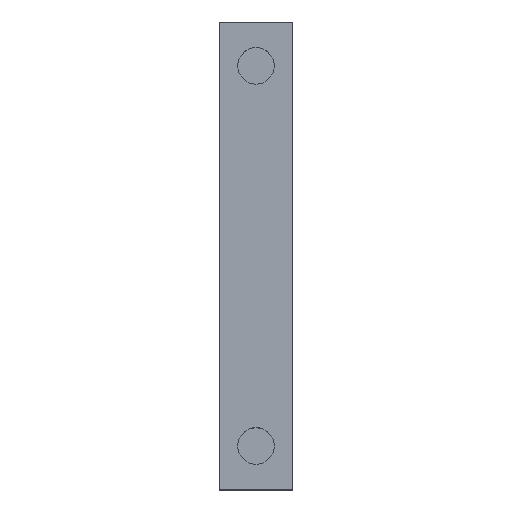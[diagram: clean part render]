
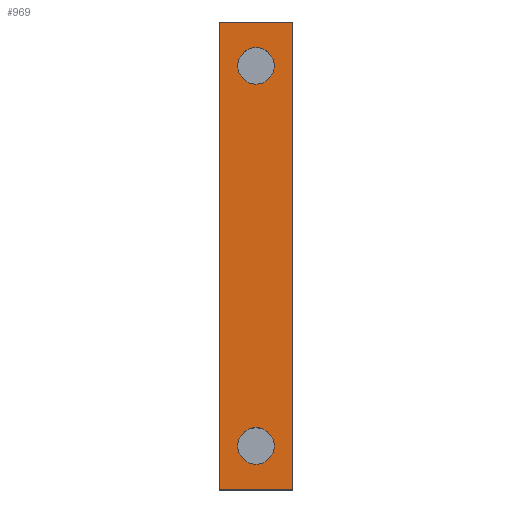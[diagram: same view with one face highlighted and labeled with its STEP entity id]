
A CAD part, top view. The second image highlights one B-rep face of the part: STEP entity #969.
In plain terms, the highlighted planar face has unit normal (0, 0, 1).
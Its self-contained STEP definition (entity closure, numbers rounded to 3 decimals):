
#15 = EDGE_CURVE ( 'NONE', #875, #229, #388, .T. ) ;
#55 = EDGE_LOOP ( 'NONE', ( #807, #326 ) ) ;
#60 = EDGE_CURVE ( 'NONE', #1027, #791, #564, .T. ) ;
#71 = ORIENTED_EDGE ( 'NONE', *, *, #60, .F. ) ;
#85 = DIRECTION ( 'NONE',  ( 1., 0., 0. ) ) ;
#133 = CARTESIAN_POINT ( 'NONE',  ( -2.5, 16.3, 8.3 ) ) ;
#161 = CARTESIAN_POINT ( 'NONE',  ( -5., 19.3, 8.3 ) ) ;
#225 = CARTESIAN_POINT ( 'NONE',  ( -2.5, -9.7, 8.3 ) ) ;
#228 = EDGE_CURVE ( 'NONE', #307, #943, #297, .T. ) ;
#229 = VERTEX_POINT ( 'NONE', #978 ) ;
#235 = DIRECTION ( 'NONE',  ( 0., 0., 1. ) ) ;
#242 = CIRCLE ( 'NONE', #926, 1.25 ) ;
#246 = AXIS2_PLACEMENT_3D ( 'NONE', #225, #235, #1450 ) ;
#248 = DIRECTION ( 'NONE',  ( 0., 0., 1. ) ) ;
#275 = EDGE_CURVE ( 'NONE', #791, #943, #447, .T. ) ;
#283 = VERTEX_POINT ( 'NONE', #1116 ) ;
#284 = CARTESIAN_POINT ( 'NONE',  ( -5., -12.7, 8.3 ) ) ;
#297 = LINE ( 'NONE', #1326, #955 ) ;
#307 = VERTEX_POINT ( 'NONE', #1109 ) ;
#326 = ORIENTED_EDGE ( 'NONE', *, *, #15, .F. ) ;
#332 = ORIENTED_EDGE ( 'NONE', *, *, #228, .T. ) ;
#338 = VECTOR ( 'NONE', #442, 1000. ) ;
#363 = DIRECTION ( 'NONE',  ( 1., 0., 0. ) ) ;
#388 = CIRCLE ( 'NONE', #246, 1.25 ) ;
#391 = DIRECTION ( 'NONE',  ( 1., 0., 0. ) ) ;
#396 = FACE_OUTER_BOUND ( 'NONE', #535, .T. ) ;
#415 = CARTESIAN_POINT ( 'NONE',  ( 0., -12.7, 8.3 ) ) ;
#427 = DIRECTION ( 'NONE',  ( 0., 0., 1. ) ) ;
#442 = DIRECTION ( 'NONE',  ( 0., -1., 0. ) ) ;
#447 = LINE ( 'NONE', #1359, #338 ) ;
#477 = CARTESIAN_POINT ( 'NONE',  ( -3.75, 16.3, 8.3 ) ) ;
#535 = EDGE_LOOP ( 'NONE', ( #1061, #71, #823, #332 ) ) ;
#564 = LINE ( 'NONE', #780, #1310 ) ;
#573 = EDGE_LOOP ( 'NONE', ( #704, #1290 ) ) ;
#639 = FACE_BOUND ( 'NONE', #573, .T. ) ;
#690 = AXIS2_PLACEMENT_3D ( 'NONE', #284, #1181, #391 ) ;
#702 = CIRCLE ( 'NONE', #916, 1.25 ) ;
#704 = ORIENTED_EDGE ( 'NONE', *, *, #1441, .F. ) ;
#749 = CIRCLE ( 'NONE', #1058, 1.25 ) ;
#753 = LINE ( 'NONE', #959, #1188 ) ;
#775 = DIRECTION ( 'NONE',  ( 0., 0., 1. ) ) ;
#780 = CARTESIAN_POINT ( 'NONE',  ( -5., 19.3, 8.3 ) ) ;
#791 = VERTEX_POINT ( 'NONE', #1125 ) ;
#807 = ORIENTED_EDGE ( 'NONE', *, *, #1123, .F. ) ;
#823 = ORIENTED_EDGE ( 'NONE', *, *, #1015, .T. ) ;
#827 = CARTESIAN_POINT ( 'NONE',  ( -3.75, -9.7, 8.3 ) ) ;
#838 = FACE_BOUND ( 'NONE', #55, .T. ) ;
#875 = VERTEX_POINT ( 'NONE', #827 ) ;
#916 = AXIS2_PLACEMENT_3D ( 'NONE', #1096, #427, #85 ) ;
#926 = AXIS2_PLACEMENT_3D ( 'NONE', #990, #775, #1105 ) ;
#943 = VERTEX_POINT ( 'NONE', #415 ) ;
#955 = VECTOR ( 'NONE', #1422, 1000. ) ;
#959 = CARTESIAN_POINT ( 'NONE',  ( -5., -12.7, 8.3 ) ) ;
#969 = ADVANCED_FACE ( 'NONE', ( #639, #838, #396 ), #1403, .T. ) ;
#978 = CARTESIAN_POINT ( 'NONE',  ( -1.25, -9.7, 8.3 ) ) ;
#990 = CARTESIAN_POINT ( 'NONE',  ( -2.5, -9.7, 8.3 ) ) ;
#1015 = EDGE_CURVE ( 'NONE', #1027, #307, #753, .T. ) ;
#1027 = VERTEX_POINT ( 'NONE', #161 ) ;
#1058 = AXIS2_PLACEMENT_3D ( 'NONE', #133, #248, #363 ) ;
#1061 = ORIENTED_EDGE ( 'NONE', *, *, #275, .F. ) ;
#1096 = CARTESIAN_POINT ( 'NONE',  ( -2.5, 16.3, 8.3 ) ) ;
#1105 = DIRECTION ( 'NONE',  ( 1., 0., 0. ) ) ;
#1109 = CARTESIAN_POINT ( 'NONE',  ( -5., -12.7, 8.3 ) ) ;
#1116 = CARTESIAN_POINT ( 'NONE',  ( -1.25, 16.3, 8.3 ) ) ;
#1123 = EDGE_CURVE ( 'NONE', #229, #875, #242, .T. ) ;
#1125 = CARTESIAN_POINT ( 'NONE',  ( 0., 19.3, 8.3 ) ) ;
#1181 = DIRECTION ( 'NONE',  ( 0., 0., 1. ) ) ;
#1188 = VECTOR ( 'NONE', #1191, 1000. ) ;
#1191 = DIRECTION ( 'NONE',  ( 0., -1., 0. ) ) ;
#1278 = EDGE_CURVE ( 'NONE', #1360, #283, #749, .T. ) ;
#1290 = ORIENTED_EDGE ( 'NONE', *, *, #1278, .F. ) ;
#1310 = VECTOR ( 'NONE', #1456, 1000. ) ;
#1326 = CARTESIAN_POINT ( 'NONE',  ( -5., -12.7, 8.3 ) ) ;
#1359 = CARTESIAN_POINT ( 'NONE',  ( 0., -12.7, 8.3 ) ) ;
#1360 = VERTEX_POINT ( 'NONE', #477 ) ;
#1403 = PLANE ( 'NONE',  #690 ) ;
#1422 = DIRECTION ( 'NONE',  ( 1., 0., 0. ) ) ;
#1441 = EDGE_CURVE ( 'NONE', #283, #1360, #702, .T. ) ;
#1450 = DIRECTION ( 'NONE',  ( 1., 0., 0. ) ) ;
#1456 = DIRECTION ( 'NONE',  ( 1., 0., 0. ) ) ;
